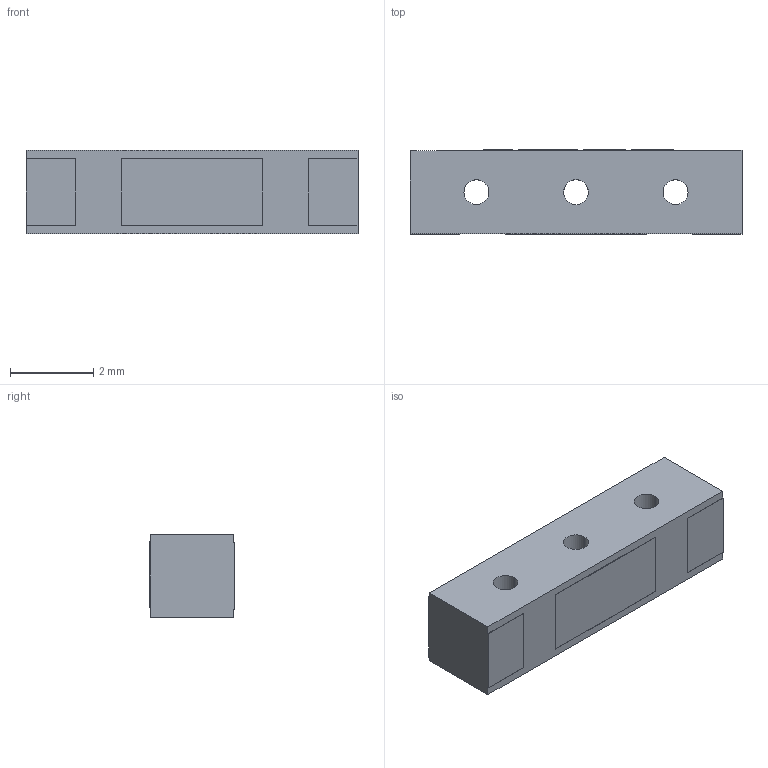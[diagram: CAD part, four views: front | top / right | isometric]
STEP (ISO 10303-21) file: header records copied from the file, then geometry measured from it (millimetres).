
FILE_DESCRIPTION (( 'STEP AP214' ), '1' );
FILE_NAME ('LA.02(D03).STEP', '2018-07-10T00:32:54', ( '' ), ( '' ), 'SwSTEP 2.0', 'SolidWorks 2017', '' );
FILE_SCHEMA (( 'AUTOMOTIVE_DESIGN' ));
Length unit declared in the file: millimetre
Products named in the file (1): LA.02(D03)
Bounding box: 8 x 2.03 x 2 mm (x, y, z)
Volume: 30.5 mm3; surface area: 82.3 mm2
Topology: 1 solids, 1 shells, 77 faces, 204 edges, 136 vertices
Faces by surface type: plane 56, bspline 15, cylinder 6
Entity records: 4219 total; most frequent: CARTESIAN_POINT 1609, ORIENTED_EDGE 408, DIRECTION 312, EDGE_CURVE 204, VECTOR 162, LINE 162, VERTEX_POINT 136, EDGE_LOOP 90
